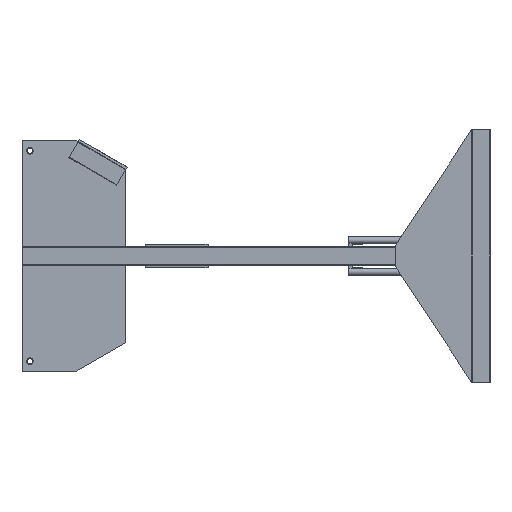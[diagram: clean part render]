
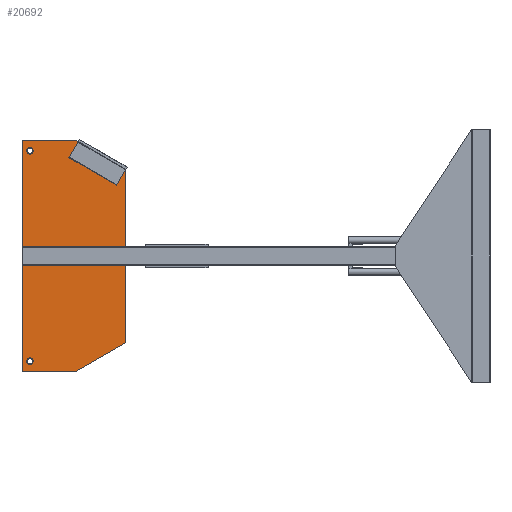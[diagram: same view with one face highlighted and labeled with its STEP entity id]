
A CAD part, left-side view. The second image highlights one B-rep face of the part: STEP entity #20692.
In plain terms, the highlighted planar face has unit normal (-1, 0, 0).
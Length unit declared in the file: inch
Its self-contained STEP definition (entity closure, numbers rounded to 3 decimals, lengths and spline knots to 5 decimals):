
#306 = CARTESIAN_POINT ( 'NONE',  ( 0., -0.34872, 22. ) ) ;
#458 = EDGE_CURVE ( 'NONE', #17900, #2808, #1340, .T. ) ;
#1051 = DIRECTION ( 'NONE',  ( 0., 0., 1. ) ) ;
#1169 = LINE ( 'NONE', #1326, #26809 ) ;
#1326 = CARTESIAN_POINT ( 'NONE',  ( 0., -9.61346, -16.651 ) ) ;
#1340 = CIRCLE ( 'NONE', #16052, 0.625 ) ;
#1465 = CARTESIAN_POINT ( 'NONE',  ( 0., 8.375, 20. ) ) ;
#1745 = ORIENTED_EDGE ( 'NONE', *, *, #25411, .T. ) ;
#1768 = AXIS2_PLACEMENT_3D ( 'NONE', #1465, #14279, #32280 ) ;
#1874 = EDGE_LOOP ( 'NONE', ( #5889, #1745, #30570, #1991, #24228, #24612 ) ) ;
#1991 = ORIENTED_EDGE ( 'NONE', *, *, #3260, .F. ) ;
#2045 = DIRECTION ( 'NONE',  ( 0., 0., -1. ) ) ;
#2436 = DIRECTION ( 'NONE',  ( 1., 0., 0. ) ) ;
#2658 = VERTEX_POINT ( 'NONE', #29386 ) ;
#2808 = VERTEX_POINT ( 'NONE', #28364 ) ;
#3260 = EDGE_CURVE ( 'NONE', #21421, #16303, #6453, .T. ) ;
#3706 = ORIENTED_EDGE ( 'NONE', *, *, #19175, .T. ) ;
#3746 = CARTESIAN_POINT ( 'NONE',  ( 0., -9.875, 22. ) ) ;
#5769 = DIRECTION ( 'NONE',  ( 1., 0., 0. ) ) ;
#5889 = ORIENTED_EDGE ( 'NONE', *, *, #10809, .F. ) ;
#5968 = DIRECTION ( 'NONE',  ( -1., 0., 0. ) ) ;
#6419 = AXIS2_PLACEMENT_3D ( 'NONE', #8237, #5769, #13328 ) ;
#6453 = LINE ( 'NONE', #31517, #28213 ) ;
#6841 = EDGE_CURVE ( 'NONE', #26544, #24638, #1169, .T. ) ;
#7527 = CIRCLE ( 'NONE', #1768, 0.625 ) ;
#8237 = CARTESIAN_POINT ( 'NONE',  ( 0., 8.375, 20. ) ) ;
#8250 = CARTESIAN_POINT ( 'NONE',  ( 0., 8.375, 20.625 ) ) ;
#8281 = CARTESIAN_POINT ( 'NONE',  ( 0., 0., 0. ) ) ;
#9059 = DIRECTION ( 'NONE',  ( 0., 0., 1. ) ) ;
#9520 = DIRECTION ( 'NONE',  ( 0., 1., 0. ) ) ;
#10056 = AXIS2_PLACEMENT_3D ( 'NONE', #8281, #5968, #1051 ) ;
#10319 = ORIENTED_EDGE ( 'NONE', *, *, #20158, .T. ) ;
#10387 = DIRECTION ( 'NONE',  ( 0., -1., 0. ) ) ;
#10589 = CIRCLE ( 'NONE', #6419, 0.625 ) ;
#10809 = EDGE_CURVE ( 'NONE', #22842, #24638, #10970, .T. ) ;
#10970 = LINE ( 'NONE', #3746, #31615 ) ;
#11139 = VECTOR ( 'NONE', #9520, 39.37008 ) ;
#12551 = CARTESIAN_POINT ( 'NONE',  ( 0., -9.875, 22. ) ) ;
#12877 = EDGE_CURVE ( 'NONE', #26544, #21421, #16629, .T. ) ;
#13328 = DIRECTION ( 'NONE',  ( 0., 0., -1. ) ) ;
#14031 = CARTESIAN_POINT ( 'NONE',  ( 0., -9.875, -16.5 ) ) ;
#14279 = DIRECTION ( 'NONE',  ( 1., 0., 0. ) ) ;
#14791 = ORIENTED_EDGE ( 'NONE', *, *, #27556, .T. ) ;
#16052 = AXIS2_PLACEMENT_3D ( 'NONE', #22191, #2436, #24678 ) ;
#16303 = VERTEX_POINT ( 'NONE', #29552 ) ;
#16567 = CARTESIAN_POINT ( 'NONE',  ( 0., -0.34872, -22. ) ) ;
#16629 = LINE ( 'NONE', #19447, #11139 ) ;
#16710 = CARTESIAN_POINT ( 'NONE',  ( 0., 8.375, -20. ) ) ;
#17900 = VERTEX_POINT ( 'NONE', #21041 ) ;
#19175 = EDGE_CURVE ( 'NONE', #2808, #17900, #32174, .T. ) ;
#19382 = CARTESIAN_POINT ( 'NONE',  ( 0., -9.61346, 16.651 ) ) ;
#19447 = CARTESIAN_POINT ( 'NONE',  ( 0., -9.875, -22. ) ) ;
#19461 = EDGE_CURVE ( 'NONE', #16303, #31376, #30407, .T. ) ;
#20043 = AXIS2_PLACEMENT_3D ( 'NONE', #16710, #24790, #2045 ) ;
#20158 = EDGE_CURVE ( 'NONE', #25794, #2658, #10589, .T. ) ;
#20671 = EDGE_LOOP ( 'NONE', ( #14791, #10319 ) ) ;
#20692 = ADVANCED_FACE ( 'NONE', ( #23767, #30897, #28728 ), #31053, .T. ) ;
#21041 = CARTESIAN_POINT ( 'NONE',  ( 0., 8.375, -20.625 ) ) ;
#21421 = VERTEX_POINT ( 'NONE', #32021 ) ;
#21816 = DIRECTION ( 'NONE',  ( 0., 0.866, 0.5 ) ) ;
#22191 = CARTESIAN_POINT ( 'NONE',  ( 0., 8.375, -20. ) ) ;
#22842 = VERTEX_POINT ( 'NONE', #26154 ) ;
#23708 = DIRECTION ( 'NONE',  ( 0., -0.866, 0.5 ) ) ;
#23767 = FACE_BOUND ( 'NONE', #20671, .T. ) ;
#24138 = VECTOR ( 'NONE', #21816, 39.37008 ) ;
#24228 = ORIENTED_EDGE ( 'NONE', *, *, #12877, .F. ) ;
#24305 = LINE ( 'NONE', #19382, #24138 ) ;
#24612 = ORIENTED_EDGE ( 'NONE', *, *, #6841, .T. ) ;
#24638 = VERTEX_POINT ( 'NONE', #14031 ) ;
#24678 = DIRECTION ( 'NONE',  ( 0., 0., -1. ) ) ;
#24790 = DIRECTION ( 'NONE',  ( 1., 0., 0. ) ) ;
#24803 = VECTOR ( 'NONE', #10387, 39.37008 ) ;
#25411 = EDGE_CURVE ( 'NONE', #22842, #31376, #24305, .T. ) ;
#25794 = VERTEX_POINT ( 'NONE', #8250 ) ;
#26154 = CARTESIAN_POINT ( 'NONE',  ( 0., -9.875, 16.5 ) ) ;
#26544 = VERTEX_POINT ( 'NONE', #16567 ) ;
#26809 = VECTOR ( 'NONE', #23708, 39.37008 ) ;
#27556 = EDGE_CURVE ( 'NONE', #2658, #25794, #7527, .T. ) ;
#27867 = ORIENTED_EDGE ( 'NONE', *, *, #458, .T. ) ;
#28213 = VECTOR ( 'NONE', #9059, 39.37008 ) ;
#28364 = CARTESIAN_POINT ( 'NONE',  ( 0., 8.375, -19.375 ) ) ;
#28728 = FACE_OUTER_BOUND ( 'NONE', #1874, .T. ) ;
#29386 = CARTESIAN_POINT ( 'NONE',  ( 0., 8.375, 19.375 ) ) ;
#29552 = CARTESIAN_POINT ( 'NONE',  ( 0., 9.875, 22. ) ) ;
#30215 = EDGE_LOOP ( 'NONE', ( #27867, #3706 ) ) ;
#30407 = LINE ( 'NONE', #12551, #24803 ) ;
#30570 = ORIENTED_EDGE ( 'NONE', *, *, #19461, .F. ) ;
#30897 = FACE_BOUND ( 'NONE', #30215, .T. ) ;
#31053 = PLANE ( 'NONE',  #10056 ) ;
#31147 = DIRECTION ( 'NONE',  ( 0., 0., -1. ) ) ;
#31376 = VERTEX_POINT ( 'NONE', #306 ) ;
#31517 = CARTESIAN_POINT ( 'NONE',  ( 0., 9.875, 22. ) ) ;
#31615 = VECTOR ( 'NONE', #31147, 39.37008 ) ;
#32021 = CARTESIAN_POINT ( 'NONE',  ( 0., 9.875, -22. ) ) ;
#32174 = CIRCLE ( 'NONE', #20043, 0.625 ) ;
#32280 = DIRECTION ( 'NONE',  ( 0., 0., -1. ) ) ;
